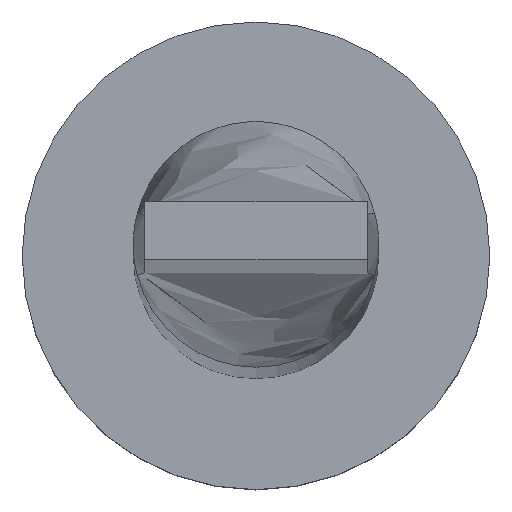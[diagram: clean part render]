
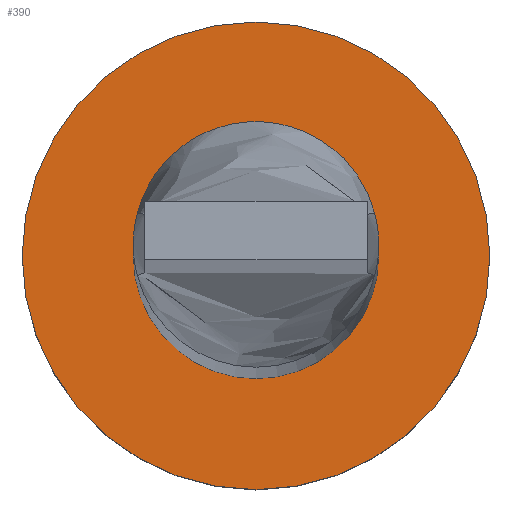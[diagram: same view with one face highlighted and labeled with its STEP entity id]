
A CAD part, top view. The second image highlights one B-rep face of the part: STEP entity #390.
In plain terms, the highlighted planar face has unit normal (0, 0, 1).
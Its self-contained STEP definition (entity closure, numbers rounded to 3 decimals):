
#20 = ORIENTED_EDGE ( 'NONE', *, *, #344, .T. ) ;
#23 = EDGE_LOOP ( 'NONE', ( #112, #20 ) ) ;
#32 = EDGE_LOOP ( 'NONE', ( #73, #579 ) ) ;
#64 = EDGE_CURVE ( 'NONE', #377, #408, #119, .T. ) ;
#66 = DIRECTION ( 'NONE',  ( 0., 0., 1. ) ) ;
#73 = ORIENTED_EDGE ( 'NONE', *, *, #581, .F. ) ;
#84 = AXIS2_PLACEMENT_3D ( 'NONE', #93, #392, #490 ) ;
#93 = CARTESIAN_POINT ( 'NONE',  ( 0., 0., 3. ) ) ;
#108 = AXIS2_PLACEMENT_3D ( 'NONE', #515, #193, #375 ) ;
#112 = ORIENTED_EDGE ( 'NONE', *, *, #64, .T. ) ;
#119 = CIRCLE ( 'NONE', #385, 4. ) ;
#129 = AXIS2_PLACEMENT_3D ( 'NONE', #507, #454, #499 ) ;
#159 = CIRCLE ( 'NONE', #129, 2.1 ) ;
#193 = DIRECTION ( 'NONE',  ( 0., 0., 1. ) ) ;
#200 = FACE_BOUND ( 'NONE', #32, .T. ) ;
#246 = VERTEX_POINT ( 'NONE', #368 ) ;
#274 = CARTESIAN_POINT ( 'NONE',  ( 2.1, 0., 3. ) ) ;
#303 = AXIS2_PLACEMENT_3D ( 'NONE', #505, #66, #487 ) ;
#323 = EDGE_CURVE ( 'NONE', #427, #246, #324, .T. ) ;
#324 = CIRCLE ( 'NONE', #303, 2.1 ) ;
#341 = FACE_OUTER_BOUND ( 'NONE', #23, .T. ) ;
#344 = EDGE_CURVE ( 'NONE', #408, #377, #512, .T. ) ;
#351 = DIRECTION ( 'NONE',  ( 1., 0., 0. ) ) ;
#368 = CARTESIAN_POINT ( 'NONE',  ( -2.1, 0., 3. ) ) ;
#375 = DIRECTION ( 'NONE',  ( 1., 0., 0. ) ) ;
#377 = VERTEX_POINT ( 'NONE', #509 ) ;
#385 = AXIS2_PLACEMENT_3D ( 'NONE', #393, #477, #351 ) ;
#390 = ADVANCED_FACE ( 'NONE', ( #200, #341 ), #565, .T. ) ;
#392 = DIRECTION ( 'NONE',  ( 0., 0., 1. ) ) ;
#393 = CARTESIAN_POINT ( 'NONE',  ( 0., 0., 3. ) ) ;
#406 = CARTESIAN_POINT ( 'NONE',  ( 4., 0., 3. ) ) ;
#408 = VERTEX_POINT ( 'NONE', #406 ) ;
#427 = VERTEX_POINT ( 'NONE', #274 ) ;
#454 = DIRECTION ( 'NONE',  ( 0., 0., 1. ) ) ;
#477 = DIRECTION ( 'NONE',  ( 0., 0., 1. ) ) ;
#487 = DIRECTION ( 'NONE',  ( 1., 0., 0. ) ) ;
#490 = DIRECTION ( 'NONE',  ( 1., 0., 0. ) ) ;
#499 = DIRECTION ( 'NONE',  ( 1., 0., 0. ) ) ;
#505 = CARTESIAN_POINT ( 'NONE',  ( 0., 0., 3. ) ) ;
#507 = CARTESIAN_POINT ( 'NONE',  ( 0., 0., 3. ) ) ;
#509 = CARTESIAN_POINT ( 'NONE',  ( -4., 0., 3. ) ) ;
#512 = CIRCLE ( 'NONE', #84, 4. ) ;
#515 = CARTESIAN_POINT ( 'NONE',  ( 0., 0., 3. ) ) ;
#565 = PLANE ( 'NONE',  #108 ) ;
#579 = ORIENTED_EDGE ( 'NONE', *, *, #323, .F. ) ;
#581 = EDGE_CURVE ( 'NONE', #246, #427, #159, .T. ) ;
